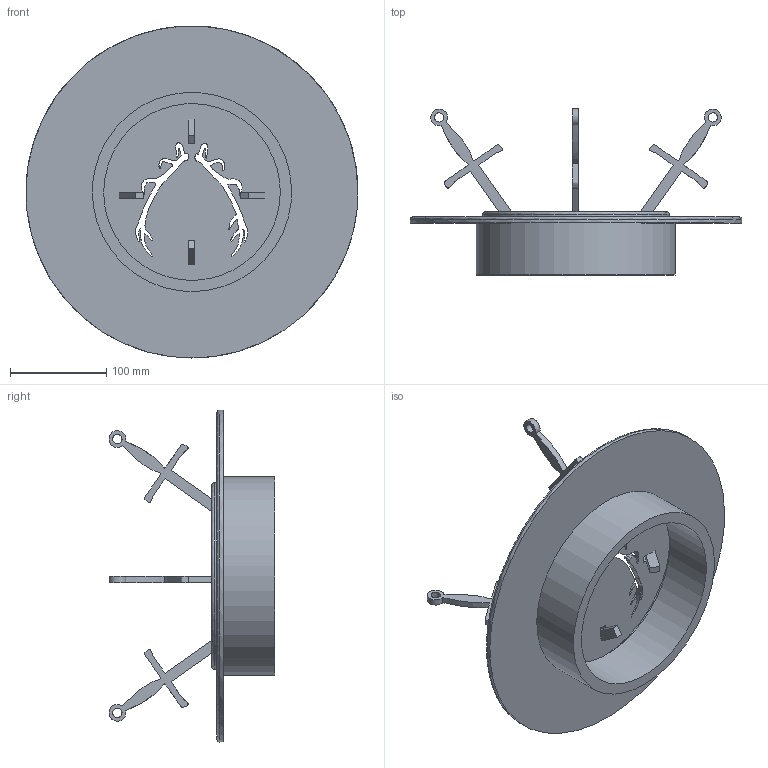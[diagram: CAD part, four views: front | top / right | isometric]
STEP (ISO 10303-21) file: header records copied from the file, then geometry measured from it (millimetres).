
FILE_DESCRIPTION(('FreeCAD Model'),'2;1');
FILE_NAME('Open CASCADE Shape Model','2025-04-27T21:03:15',('FreeCAD'),( 'FreeCAD'),'Open CASCADE STEP processor 7.6','FreeCAD','Unknown');
FILE_SCHEMA(('AUTOMOTIVE_DESIGN { 1 0 10303 214 1 1 1 1 }'));
Length unit declared in the file: millimetre
Products named in the file (1): Open CASCADE STEP translator 7.6 1
Bounding box: 345.03 x 172.47 x 345.03 mm (x, y, z)
Volume: 1031102.5 mm3; surface area: 312795.3 mm2
Topology: 7 solids, 7 shells, 310 faces, 890 edges, 594 vertices
Faces by surface type: bspline 310
Entity records: 12580 total; most frequent: CARTESIAN_POINT 7455, ORIENTED_EDGE 1780, EDGE_CURVE 890, B_SPLINE_CURVE_WITH_KNOTS 658, VERTEX_POINT 594, FACE_BOUND 334, EDGE_LOOP 334, ADVANCED_FACE 310
